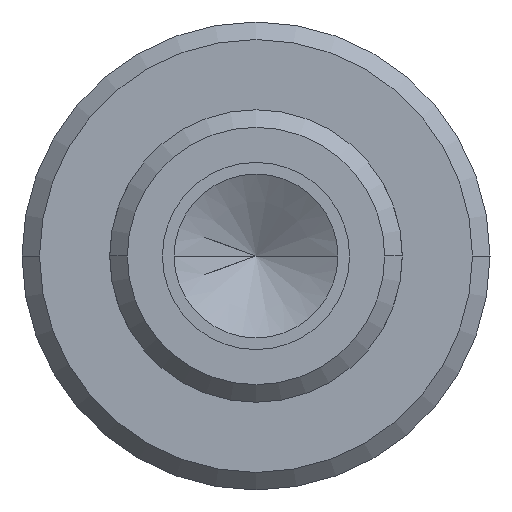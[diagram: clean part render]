
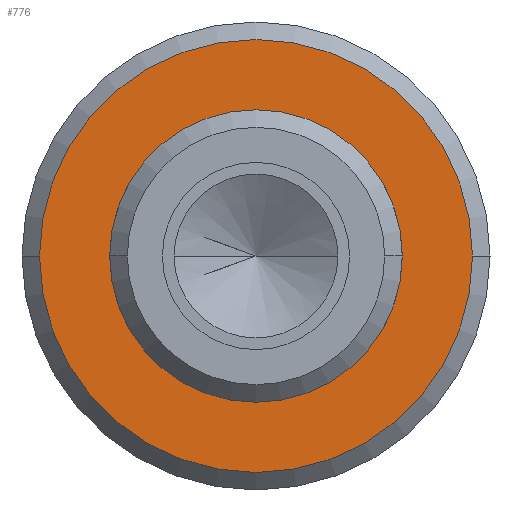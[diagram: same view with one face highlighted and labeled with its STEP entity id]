
A CAD part, left-side view. The second image highlights one B-rep face of the part: STEP entity #776.
In plain terms, the highlighted planar face has unit normal (-1, 0, 0).
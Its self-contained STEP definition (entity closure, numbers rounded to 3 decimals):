
#208=CARTESIAN_POINT('',(45.0,-18.5,0.));
#209=VERTEX_POINT('',#208);
#216=CARTESIAN_POINT('',(45.0,18.5,0.));
#217=VERTEX_POINT('',#216);
#218=CARTESIAN_POINT('',(45.0,0.0,0.0));
#219=DIRECTION('',(1.0,0.0,0.0));
#220=DIRECTION('',(0.0,-1.0,0.0));
#221=AXIS2_PLACEMENT_3D('',#218,#219,#220);
#222=CIRCLE('',#221,18.5);
#223=EDGE_CURVE('',#209,#217,#222,.T.);
#246=CARTESIAN_POINT('',(45.0,12.5,0.0));
#247=VERTEX_POINT('',#246);
#256=CARTESIAN_POINT('',(45.0,-12.5,0.));
#257=VERTEX_POINT('',#256);
#258=CARTESIAN_POINT('',(45.0,0.0,0.0));
#259=DIRECTION('',(1.0,0.0,0.0));
#260=DIRECTION('',(0.0,1.0,0.0));
#261=AXIS2_PLACEMENT_3D('',#258,#259,#260);
#262=CIRCLE('',#261,12.5);
#263=EDGE_CURVE('',#257,#247,#262,.T.);
#747=CARTESIAN_POINT('',(45.0,0.0,0.0));
#748=DIRECTION('',(1.0,0.0,0.0));
#749=DIRECTION('',(0.0,1.0,0.0));
#750=AXIS2_PLACEMENT_3D('',#747,#748,#749);
#751=CIRCLE('',#750,12.5);
#752=EDGE_CURVE('',#247,#257,#751,.T.);
#757=CARTESIAN_POINT('',(45.0,10.0,0.0));
#758=DIRECTION('',(-1.0,0.0,0.0));
#759=DIRECTION('',(0.0,0.0,1.0));
#760=AXIS2_PLACEMENT_3D('',#757,#758,#759);
#761=PLANE('',#760);
#762=CARTESIAN_POINT('',(45.0,0.0,0.0));
#763=DIRECTION('',(1.0,0.0,0.0));
#764=DIRECTION('',(0.0,-1.0,0.0));
#765=AXIS2_PLACEMENT_3D('',#762,#763,#764);
#766=CIRCLE('',#765,18.5);
#767=EDGE_CURVE('',#217,#209,#766,.T.);
#768=ORIENTED_EDGE('',*,*,#767,.F.);
#769=ORIENTED_EDGE('',*,*,#223,.F.);
#770=EDGE_LOOP('',(#768,#769));
#771=FACE_OUTER_BOUND('',#770,.T.);
#772=ORIENTED_EDGE('',*,*,#752,.T.);
#773=ORIENTED_EDGE('',*,*,#263,.T.);
#774=EDGE_LOOP('',(#772,#773));
#775=FACE_BOUND('',#774,.T.);
#776=ADVANCED_FACE('',(#771,#775),#761,.T.);
